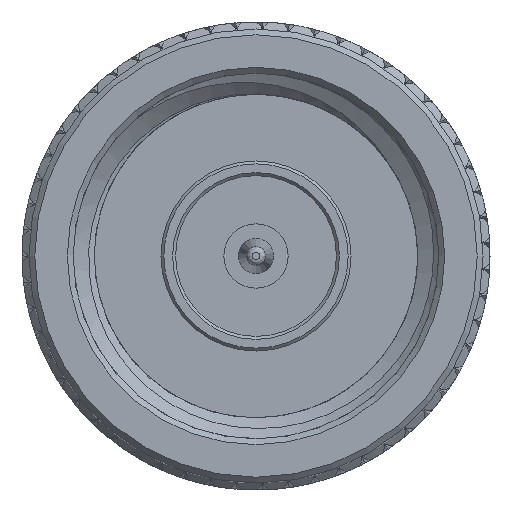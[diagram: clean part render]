
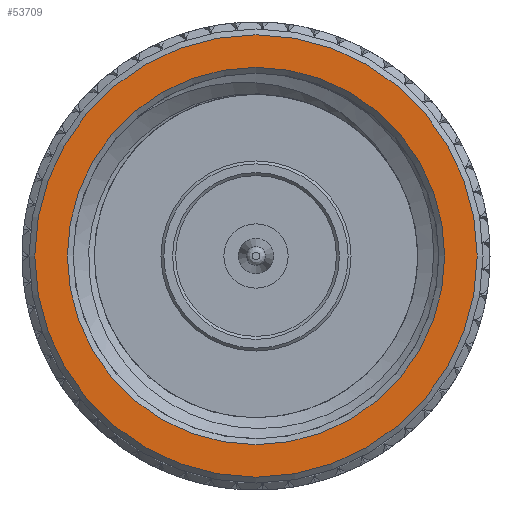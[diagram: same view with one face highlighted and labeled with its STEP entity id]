
A CAD part, left-side view. The second image highlights one B-rep face of the part: STEP entity #53709.
In plain terms, the highlighted planar face has unit normal (-1, 0, 0).
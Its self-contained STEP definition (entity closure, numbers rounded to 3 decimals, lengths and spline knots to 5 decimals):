
#2077 = CARTESIAN_POINT ( 'NONE',  ( 0., 0.38809, 0. ) ) ;
#7303 = AXIS2_PLACEMENT_3D ( 'NONE', #51483, #64645, #37931 ) ;
#8714 = DIRECTION ( 'NONE',  ( -1., 0., 0. ) ) ;
#9187 = VERTEX_POINT ( 'NONE', #29242 ) ;
#9400 = EDGE_LOOP ( 'NONE', ( #76508 ) ) ;
#13377 = AXIS2_PLACEMENT_3D ( 'NONE', #2077, #8714, #61316 ) ;
#22586 = DIRECTION ( 'NONE',  ( 1., 0., 0. ) ) ;
#23813 = CIRCLE ( 'NONE', #58757, 0.3225 ) ;
#28910 = CARTESIAN_POINT ( 'NONE',  ( 0., 0., 0. ) ) ;
#29242 = CARTESIAN_POINT ( 'NONE',  ( 0., 0., 0.3225 ) ) ;
#30970 = CIRCLE ( 'NONE', #7303, 0.37809 ) ;
#37931 = DIRECTION ( 'NONE',  ( 0., 1., 0. ) ) ;
#42045 = FACE_BOUND ( 'NONE', #9400, .T. ) ;
#43676 = ORIENTED_EDGE ( 'NONE', *, *, #83318, .T. ) ;
#51394 = EDGE_LOOP ( 'NONE', ( #43676 ) ) ;
#51483 = CARTESIAN_POINT ( 'NONE',  ( 0., 0., 0. ) ) ;
#53709 = ADVANCED_FACE ( 'NONE', ( #61587, #42045 ), #62173, .T. ) ;
#58576 = VERTEX_POINT ( 'NONE', #62297 ) ;
#58757 = AXIS2_PLACEMENT_3D ( 'NONE', #28910, #22586, #74843 ) ;
#61316 = DIRECTION ( 'NONE',  ( 0., -1., 0. ) ) ;
#61587 = FACE_OUTER_BOUND ( 'NONE', #51394, .T. ) ;
#62173 = PLANE ( 'NONE',  #13377 ) ;
#62297 = CARTESIAN_POINT ( 'NONE',  ( 0., 0.37809, 0. ) ) ;
#63146 = EDGE_CURVE ( 'NONE', #9187, #9187, #23813, .T. ) ;
#64645 = DIRECTION ( 'NONE',  ( -1., 0., 0. ) ) ;
#74843 = DIRECTION ( 'NONE',  ( 0., 0., 1. ) ) ;
#76508 = ORIENTED_EDGE ( 'NONE', *, *, #63146, .T. ) ;
#83318 = EDGE_CURVE ( 'NONE', #58576, #58576, #30970, .T. ) ;
